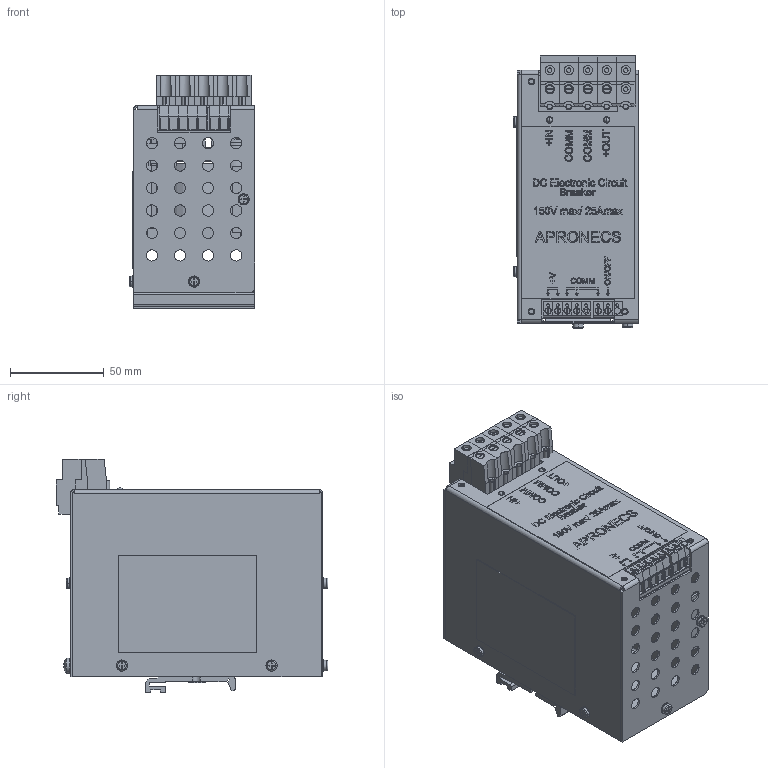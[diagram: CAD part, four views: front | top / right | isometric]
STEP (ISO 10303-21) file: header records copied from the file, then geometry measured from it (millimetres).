
FILE_DESCRIPTION (( 'STEP AP214' ), '1' );
FILE_NAME ('1442_3D_shortCirquitsProtection.STEP', '2016-05-26T10:56:57', ( '' ), ( '' ), 'SwSTEP 2.0', 'SolidWorks 2014', '' );
FILE_SCHEMA (( 'AUTOMOTIVE_DESIGN' ));
Length unit declared in the file: millimetre
Products named in the file (1): 1442_3D_shortCirquitsProtection
Bounding box: 67.2 x 145.26 x 124.8 mm (x, y, z)
Surface area: 170074.9 mm2 (no closed solid volume)
Topology: 0 solids, 172 shells, 995 faces, 4184 edges, 3342 vertices
Faces by surface type: plane 587, cylinder 338, bspline 45, torus 14, sphere 6, cone 5
Entity records: 58276 total; most frequent: CARTESIAN_POINT 15407, ORIENTED_EDGE 5938, DIRECTION 5658, EDGE_CURVE 4184, VERTEX_POINT 3342, AXIS2_PLACEMENT_3D 1903, LINE 1852, VECTOR 1852
